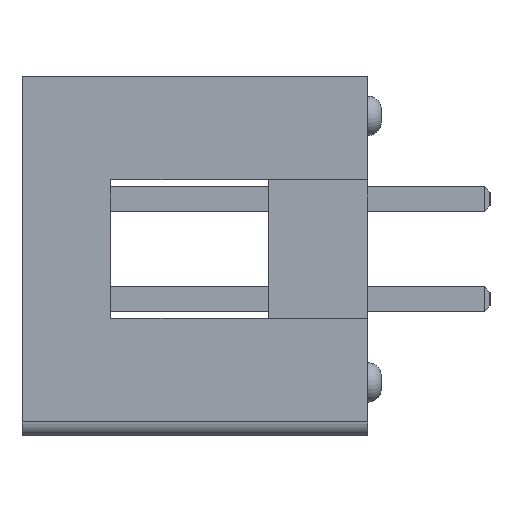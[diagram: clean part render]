
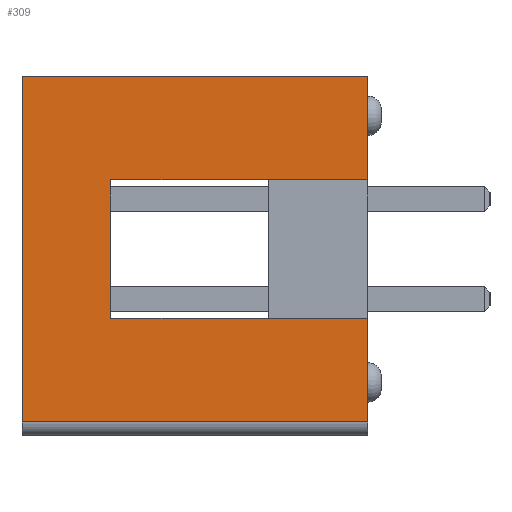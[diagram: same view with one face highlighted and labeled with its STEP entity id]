
A CAD part, left-side view. The second image highlights one B-rep face of the part: STEP entity #309.
In plain terms, the highlighted planar face has unit normal (-1, 0, 0).
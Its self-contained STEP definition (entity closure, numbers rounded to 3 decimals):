
#207 = DIRECTION ( 'NONE',  ( 1., 0., 0. ) ) ;
#309 = ADVANCED_FACE ( 'NONE', ( #10346 ), #9014, .F. ) ;
#909 = DIRECTION ( 'NONE',  ( 0., -1., 0. ) ) ;
#1531 = CARTESIAN_POINT ( 'NONE',  ( -16.51, 6.5, 1.75 ) ) ;
#1800 = VECTOR ( 'NONE', #12627, 1000. ) ;
#2074 = LINE ( 'NONE', #13542, #10992 ) ;
#2160 = CARTESIAN_POINT ( 'NONE',  ( -16.51, 8.75, -1.75 ) ) ;
#2432 = CARTESIAN_POINT ( 'NONE',  ( -16.51, 0., 4.375 ) ) ;
#2590 = CARTESIAN_POINT ( 'NONE',  ( -16.51, 6.5, -1.75 ) ) ;
#2645 = CARTESIAN_POINT ( 'NONE',  ( -16.51, 0., -1.75 ) ) ;
#2669 = LINE ( 'NONE', #12398, #5149 ) ;
#3405 = CARTESIAN_POINT ( 'NONE',  ( -16.51, 8.75, 4.375 ) ) ;
#3723 = DIRECTION ( 'NONE',  ( 0., 0., 1. ) ) ;
#4099 = EDGE_CURVE ( 'NONE', #5881, #12413, #9441, .T. ) ;
#4289 = CARTESIAN_POINT ( 'NONE',  ( -16.51, 6.5, -4.375 ) ) ;
#4516 = ORIENTED_EDGE ( 'NONE', *, *, #6739, .F. ) ;
#4566 = DIRECTION ( 'NONE',  ( 0., 0., 1. ) ) ;
#4741 = EDGE_CURVE ( 'NONE', #15313, #5892, #7376, .T. ) ;
#4819 = EDGE_CURVE ( 'NONE', #5987, #5892, #11196, .T. ) ;
#4897 = LINE ( 'NONE', #15289, #1800 ) ;
#5149 = VECTOR ( 'NONE', #7639, 1000. ) ;
#5288 = DIRECTION ( 'NONE',  ( 0., 0., -1. ) ) ;
#5544 = EDGE_CURVE ( 'NONE', #12413, #15313, #7732, .T. ) ;
#5628 = DIRECTION ( 'NONE',  ( 0., 1., 0. ) ) ;
#5881 = VERTEX_POINT ( 'NONE', #2590 ) ;
#5892 = VERTEX_POINT ( 'NONE', #2432 ) ;
#5987 = VERTEX_POINT ( 'NONE', #8117 ) ;
#5998 = AXIS2_PLACEMENT_3D ( 'NONE', #14346, #207, #5288 ) ;
#6507 = CARTESIAN_POINT ( 'NONE',  ( -16.51, 0., -4.375 ) ) ;
#6599 = VERTEX_POINT ( 'NONE', #6507 ) ;
#6739 = EDGE_CURVE ( 'NONE', #10646, #5987, #2074, .T. ) ;
#6855 = ORIENTED_EDGE ( 'NONE', *, *, #12006, .T. ) ;
#6914 = ORIENTED_EDGE ( 'NONE', *, *, #4819, .F. ) ;
#7312 = ORIENTED_EDGE ( 'NONE', *, *, #5544, .T. ) ;
#7376 = LINE ( 'NONE', #13613, #7823 ) ;
#7639 = DIRECTION ( 'NONE',  ( 0., -1., 0. ) ) ;
#7732 = LINE ( 'NONE', #13824, #10737 ) ;
#7823 = VECTOR ( 'NONE', #3723, 1000. ) ;
#7940 = ORIENTED_EDGE ( 'NONE', *, *, #4099, .T. ) ;
#8117 = CARTESIAN_POINT ( 'NONE',  ( -16.51, 8.75, 4.375 ) ) ;
#8988 = ORIENTED_EDGE ( 'NONE', *, *, #4741, .T. ) ;
#9014 = PLANE ( 'NONE',  #5998 ) ;
#9035 = ORIENTED_EDGE ( 'NONE', *, *, #15567, .T. ) ;
#9216 = VERTEX_POINT ( 'NONE', #2645 ) ;
#9395 = VECTOR ( 'NONE', #5628, 1000. ) ;
#9441 = LINE ( 'NONE', #4289, #14324 ) ;
#10346 = FACE_OUTER_BOUND ( 'NONE', #12345, .T. ) ;
#10646 = VERTEX_POINT ( 'NONE', #14011 ) ;
#10737 = VECTOR ( 'NONE', #15325, 1000. ) ;
#10992 = VECTOR ( 'NONE', #4566, 1000. ) ;
#11196 = LINE ( 'NONE', #3405, #14485 ) ;
#12006 = EDGE_CURVE ( 'NONE', #6599, #9216, #4897, .T. ) ;
#12121 = LINE ( 'NONE', #2160, #9395 ) ;
#12345 = EDGE_LOOP ( 'NONE', ( #6855, #16011, #7940, #7312, #8988, #6914, #4516, #9035 ) ) ;
#12398 = CARTESIAN_POINT ( 'NONE',  ( -16.51, 8.75, -4.375 ) ) ;
#12413 = VERTEX_POINT ( 'NONE', #1531 ) ;
#12627 = DIRECTION ( 'NONE',  ( 0., 0., 1. ) ) ;
#12681 = CARTESIAN_POINT ( 'NONE',  ( -16.51, 0., 1.75 ) ) ;
#12939 = DIRECTION ( 'NONE',  ( 0., 0., 1. ) ) ;
#13542 = CARTESIAN_POINT ( 'NONE',  ( -16.51, 8.75, -4.375 ) ) ;
#13613 = CARTESIAN_POINT ( 'NONE',  ( -16.51, 0., -4.375 ) ) ;
#13824 = CARTESIAN_POINT ( 'NONE',  ( -16.51, 8.75, 1.75 ) ) ;
#14011 = CARTESIAN_POINT ( 'NONE',  ( -16.51, 8.75, -4.375 ) ) ;
#14324 = VECTOR ( 'NONE', #12939, 1000. ) ;
#14346 = CARTESIAN_POINT ( 'NONE',  ( -16.51, 8.75, -4.375 ) ) ;
#14485 = VECTOR ( 'NONE', #909, 1000. ) ;
#15289 = CARTESIAN_POINT ( 'NONE',  ( -16.51, 0., -4.375 ) ) ;
#15313 = VERTEX_POINT ( 'NONE', #12681 ) ;
#15325 = DIRECTION ( 'NONE',  ( 0., -1., 0. ) ) ;
#15567 = EDGE_CURVE ( 'NONE', #10646, #6599, #2669, .T. ) ;
#15740 = EDGE_CURVE ( 'NONE', #9216, #5881, #12121, .T. ) ;
#16011 = ORIENTED_EDGE ( 'NONE', *, *, #15740, .T. ) ;
